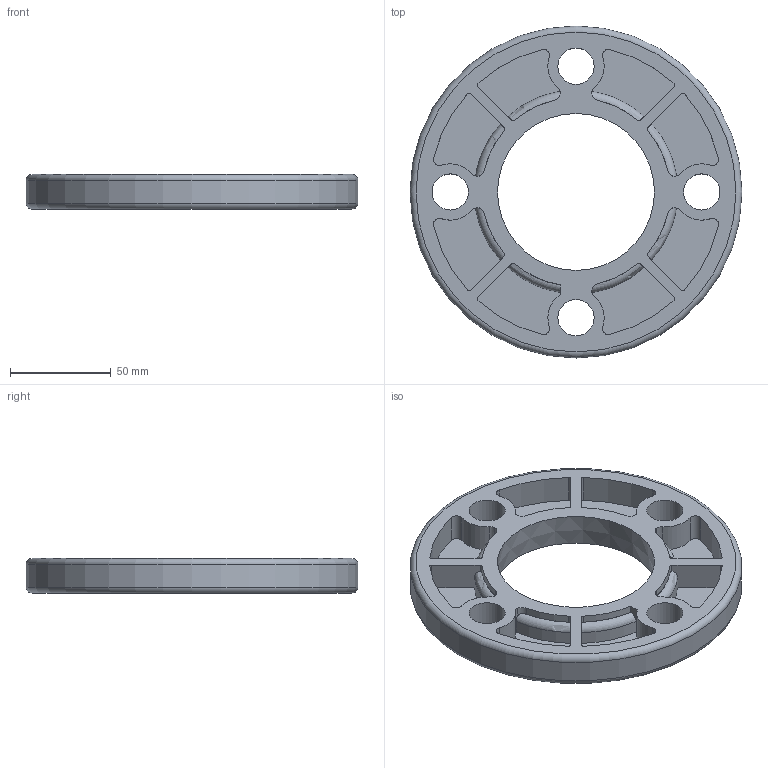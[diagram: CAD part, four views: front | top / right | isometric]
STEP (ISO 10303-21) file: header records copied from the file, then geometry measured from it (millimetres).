
FILE_DESCRIPTION(/* description */ (''),/* implementation_level */ '2;1');
FILE_NAME(/* name */ '法兰外套63.stp',/* time_stamp */ '2025-01-13T08:21:01+08:00',/* author */ (''),/* organization */ (''),/* preprocessor_version */ 'ST-DEVELOPER v16',/* originating_system */ 'SIEMENS PLM Software NX 10.0',/* authorisation */ '');
FILE_SCHEMA (('AUTOMOTIVE_DESIGN { 1 0 10303 214 3 1 1 1 }'));
Length unit declared in the file: millimetre
Products named in the file (1): gelv10BC33B2037d
Bounding box: 165 x 165 x 17.45 mm (x, y, z)
Volume: 177790.1 mm3; surface area: 59104.2 mm2
Topology: 1 solids, 1 shells, 345 faces, 920 edges, 613 vertices
Faces by surface type: plane 146, extrusion 107, cylinder 81, torus 10, cone 1
Full cylindrical faces by diameter (mm): 3.5 x1, 4.667 x1, 18 x4, 165 x1
Entity records: 12323 total; most frequent: CARTESIAN_POINT 4267, ORIENTED_EDGE 1818, DIRECTION 1293, EDGE_CURVE 909, VERTEX_POINT 612, B_SPLINE_CURVE_WITH_KNOTS 482, VECTOR 467, AXIS2_PLACEMENT_3D 413
